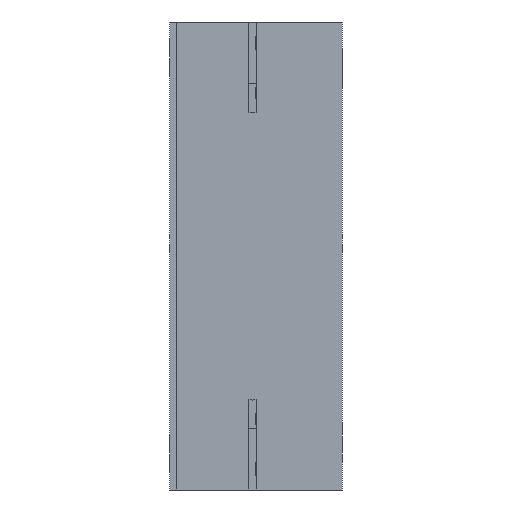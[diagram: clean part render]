
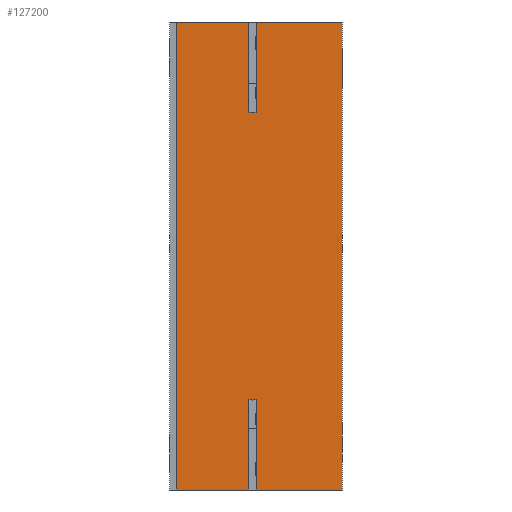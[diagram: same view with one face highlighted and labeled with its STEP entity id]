
A CAD part, left-side view. The second image highlights one B-rep face of the part: STEP entity #127200.
In plain terms, the highlighted free-form (B-spline) face has degree [1, 1] with [2, 2] control points.
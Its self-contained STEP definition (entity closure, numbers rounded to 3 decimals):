
#108740 = CARTESIAN_POINT ('', (-12., 23., -32.5));
#108750 = VERTEX_POINT ('', #108740);
#108810 = CARTESIAN_POINT ('', (-12., 23., 32.5));
#108820 = VERTEX_POINT ('', #108810);
#108830 = CARTESIAN_POINT ('', (-12., 23., -32.5));
#108840 = CARTESIAN_POINT ('', (-12., 23., 32.5));
#108850 = B_SPLINE_CURVE_WITH_KNOTS ('', 1, (#108830, #108840), .UNSPECIFIED., .F., .U., (2, 2), (0., 1.), .UNSPECIFIED.);
#108860 = EDGE_CURVE ('', #108750, #108820, #108850, .T.);
#110520 = CARTESIAN_POINT ('', (-12., 13., -19.969));
#110530 = VERTEX_POINT ('', #110520);
#110590 = CARTESIAN_POINT ('', (-12., 13., -32.5));
#110600 = VERTEX_POINT ('', #110590);
#110610 = CARTESIAN_POINT ('', (-12., 13., -19.969));
#110620 = CARTESIAN_POINT ('', (-12., 13., -32.5));
#110630 = B_SPLINE_CURVE_WITH_KNOTS ('', 1, (#110610, #110620), .UNSPECIFIED., .F., .U., (2, 2), (0., 1.), .UNSPECIFIED.);
#110640 = EDGE_CURVE ('', #110530, #110600, #110630, .T.);
#112410 = CARTESIAN_POINT ('', (-12., 12., -19.969));
#112420 = VERTEX_POINT ('', #112410);
#112480 = CARTESIAN_POINT ('', (-12., 12.5, -20.));
#112490 = VERTEX_POINT ('', #112480);
#112500 = CARTESIAN_POINT ('', (-12., 12., -19.969));
#112510 = CARTESIAN_POINT ('', (-12., 12.169, -19.99));
#112520 = CARTESIAN_POINT ('', (-12., 12.336, -20.));
#112530 = CARTESIAN_POINT ('', (-12., 12.5, -20.));
#112540 = (
   BOUNDED_CURVE ()
   B_SPLINE_CURVE (3, (#112500, #112510, #112520, #112530), .UNSPECIFIED., .F., .U.)
   B_SPLINE_CURVE_WITH_KNOTS ((4, 4), (0., 1.), .UNSPECIFIED.)
   CURVE ()
   GEOMETRIC_REPRESENTATION_ITEM ()
   RATIONAL_B_SPLINE_CURVE ((0.889, 0.924, 0.961, 1.))
   REPRESENTATION_ITEM ('')
);
#112550 = EDGE_CURVE ('', #112420, #112490, #112540, .T.);
#112570 = CARTESIAN_POINT ('', (-12., 12.5, -20.));
#112580 = CARTESIAN_POINT ('', (-12., 12.664, -20.));
#112590 = CARTESIAN_POINT ('', (-12., 12.831, -19.99));
#112600 = CARTESIAN_POINT ('', (-12., 13., -19.969));
#112610 = (
   BOUNDED_CURVE ()
   B_SPLINE_CURVE (3, (#112570, #112580, #112590, #112600), .UNSPECIFIED., .F., .U.)
   B_SPLINE_CURVE_WITH_KNOTS ((4, 4), (0., 1.), .UNSPECIFIED.)
   CURVE ()
   GEOMETRIC_REPRESENTATION_ITEM ()
   RATIONAL_B_SPLINE_CURVE ((1., 0.961, 0.924, 0.889))
   REPRESENTATION_ITEM ('')
);
#112620 = EDGE_CURVE ('', #112490, #110530, #112610, .T.);
#117540 = CARTESIAN_POINT ('', (-12., 13., 19.969));
#117550 = VERTEX_POINT ('', #117540);
#117610 = CARTESIAN_POINT ('', (-12., 12.5, 20.));
#117620 = VERTEX_POINT ('', #117610);
#117630 = CARTESIAN_POINT ('', (-12., 13., 19.969));
#117640 = CARTESIAN_POINT ('', (-12., 12.834, 19.99));
#117650 = CARTESIAN_POINT ('', (-12., 12.667, 20.));
#117660 = CARTESIAN_POINT ('', (-12., 12.5, 20.));
#117670 = (
   BOUNDED_CURVE ()
   B_SPLINE_CURVE (3, (#117630, #117640, #117650, #117660), .UNSPECIFIED., .F., .U.)
   B_SPLINE_CURVE_WITH_KNOTS ((4, 4), (0., 1.), .UNSPECIFIED.)
   CURVE ()
   GEOMETRIC_REPRESENTATION_ITEM ()
   RATIONAL_B_SPLINE_CURVE ((0.502, 0.501, 0.5, 0.5))
   REPRESENTATION_ITEM ('')
);
#117680 = EDGE_CURVE ('', #117550, #117620, #117670, .T.);
#117700 = CARTESIAN_POINT ('', (-12., 12., 19.969));
#117710 = VERTEX_POINT ('', #117700);
#117720 = CARTESIAN_POINT ('', (-12., 12.5, 20.));
#117730 = CARTESIAN_POINT ('', (-12., 12.333, 20.));
#117740 = CARTESIAN_POINT ('', (-12., 12.166, 19.99));
#117750 = CARTESIAN_POINT ('', (-12., 12., 19.969));
#117760 = (
   BOUNDED_CURVE ()
   B_SPLINE_CURVE (3, (#117720, #117730, #117740, #117750), .UNSPECIFIED., .F., .U.)
   B_SPLINE_CURVE_WITH_KNOTS ((4, 4), (0., 1.), .UNSPECIFIED.)
   CURVE ()
   GEOMETRIC_REPRESENTATION_ITEM ()
   RATIONAL_B_SPLINE_CURVE ((0.5, 0.5, 0.501, 0.502))
   REPRESENTATION_ITEM ('')
);
#117770 = EDGE_CURVE ('', #117620, #117710, #117760, .T.);
#124460 = CARTESIAN_POINT ('', (-12., 12., 32.5));
#124470 = VERTEX_POINT ('', #124460);
#124530 = CARTESIAN_POINT ('', (-12., 0., 32.5));
#124540 = VERTEX_POINT ('', #124530);
#124550 = CARTESIAN_POINT ('', (-12., 12., 32.5));
#124560 = CARTESIAN_POINT ('', (-12., 0., 32.5));
#124570 = B_SPLINE_CURVE_WITH_KNOTS ('', 1, (#124550, #124560), .UNSPECIFIED., .F., .U., (2, 2), (0., 1.), .UNSPECIFIED.);
#124580 = EDGE_CURVE ('', #124470, #124540, #124570, .T.);
#124750 = CARTESIAN_POINT ('', (-12., 12., 32.5));
#124760 = CARTESIAN_POINT ('', (-12., 12., 19.969));
#124770 = B_SPLINE_CURVE_WITH_KNOTS ('', 1, (#124750, #124760), .UNSPECIFIED., .F., .U., (2, 2), (0., 1.), .UNSPECIFIED.);
#124780 = EDGE_CURVE ('', #124470, #117710, #124770, .T.);
#125550 = CARTESIAN_POINT ('', (-12., 0., -32.5));
#125560 = VERTEX_POINT ('', #125550);
#125570 = CARTESIAN_POINT ('', (-12., 0., -32.5));
#125580 = CARTESIAN_POINT ('', (-12., 0., 32.5));
#125590 = B_SPLINE_CURVE_WITH_KNOTS ('', 1, (#125570, #125580), .UNSPECIFIED., .F., .U., (2, 2), (0., 1.), .UNSPECIFIED.);
#125600 = EDGE_CURVE ('', #125560, #124540, #125590, .T.);
#126440 = CARTESIAN_POINT ('', (-12., 12., -32.5));
#126450 = VERTEX_POINT ('', #126440);
#126510 = CARTESIAN_POINT ('', (-12., 12., -19.969));
#126520 = CARTESIAN_POINT ('', (-12., 12., -32.5));
#126530 = B_SPLINE_CURVE_WITH_KNOTS ('', 1, (#126510, #126520), .UNSPECIFIED., .F., .U., (2, 2), (0., 1.), .UNSPECIFIED.);
#126540 = EDGE_CURVE ('', #112420, #126450, #126530, .T.);
#126710 = CARTESIAN_POINT ('', (-12., 12., -32.5));
#126720 = CARTESIAN_POINT ('', (-12., 0., -32.5));
#126730 = B_SPLINE_CURVE_WITH_KNOTS ('', 1, (#126710, #126720), .UNSPECIFIED., .F., .U., (2, 2), (0., 1.), .UNSPECIFIED.);
#126740 = EDGE_CURVE ('', #126450, #125560, #126730, .T.);
#126850 = ORIENTED_EDGE ('', *, *, #112550, .F.);
#126860 = ORIENTED_EDGE ('', *, *, #126540, .T.);
#126870 = ORIENTED_EDGE ('', *, *, #126740, .T.);
#126880 = ORIENTED_EDGE ('', *, *, #125600, .T.);
#126890 = ORIENTED_EDGE ('', *, *, #124580, .F.);
#126900 = ORIENTED_EDGE ('', *, *, #124780, .T.);
#126910 = ORIENTED_EDGE ('', *, *, #117770, .F.);
#126920 = ORIENTED_EDGE ('', *, *, #117680, .F.);
#126930 = CARTESIAN_POINT ('', (-12., 13., 32.5));
#126940 = VERTEX_POINT ('', #126930);
#126950 = CARTESIAN_POINT ('', (-12., 13., 32.5));
#126960 = CARTESIAN_POINT ('', (-12., 13., 19.969));
#126970 = B_SPLINE_CURVE_WITH_KNOTS ('', 1, (#126950, #126960), .UNSPECIFIED., .F., .U., (2, 2), (0., 1.), .UNSPECIFIED.);
#126980 = EDGE_CURVE ('', #126940, #117550, #126970, .T.);
#126990 = ORIENTED_EDGE ('', *, *, #126980, .F.);
#127000 = CARTESIAN_POINT ('', (-12., 23., 32.5));
#127010 = CARTESIAN_POINT ('', (-12., 13., 32.5));
#127020 = B_SPLINE_CURVE_WITH_KNOTS ('', 1, (#127000, #127010), .UNSPECIFIED., .F., .U., (2, 2), (0., 1.), .UNSPECIFIED.);
#127030 = EDGE_CURVE ('', #108820, #126940, #127020, .T.);
#127040 = ORIENTED_EDGE ('', *, *, #127030, .F.);
#127050 = ORIENTED_EDGE ('', *, *, #108860, .F.);
#127060 = CARTESIAN_POINT ('', (-12., 23., -32.5));
#127070 = CARTESIAN_POINT ('', (-12., 13., -32.5));
#127080 = B_SPLINE_CURVE_WITH_KNOTS ('', 1, (#127060, #127070), .UNSPECIFIED., .F., .U., (2, 2), (0., 1.), .UNSPECIFIED.);
#127090 = EDGE_CURVE ('', #108750, #110600, #127080, .T.);
#127100 = ORIENTED_EDGE ('', *, *, #127090, .T.);
#127110 = ORIENTED_EDGE ('', *, *, #110640, .F.);
#127120 = ORIENTED_EDGE ('', *, *, #112620, .F.);
#127130 = EDGE_LOOP ('', (#126850, #126860, #126870, #126880, #126890, #126900, #126910, #126920, #126990, #127040, #127050, #127100, #127110, #127120));
#127140 = FACE_OUTER_BOUND ('', #127130, .T.);
#127150 = CARTESIAN_POINT ('', (-12., 0., -32.5));
#127160 = CARTESIAN_POINT ('', (-12., 23., -32.5));
#127170 = CARTESIAN_POINT ('', (-12., 0., 32.5));
#127180 = CARTESIAN_POINT ('', (-12., 23., 32.5));
#127190 = B_SPLINE_SURFACE_WITH_KNOTS ('', 1, 1, ((#127150, #127160), (#127170, #127180)), .UNSPECIFIED., .F., .F., .U., (2, 2), (2, 2), (0., 1.), (0., 1.), .UNSPECIFIED.);
#127200 = ADVANCED_FACE ('', (#127140), #127190, .T.);
